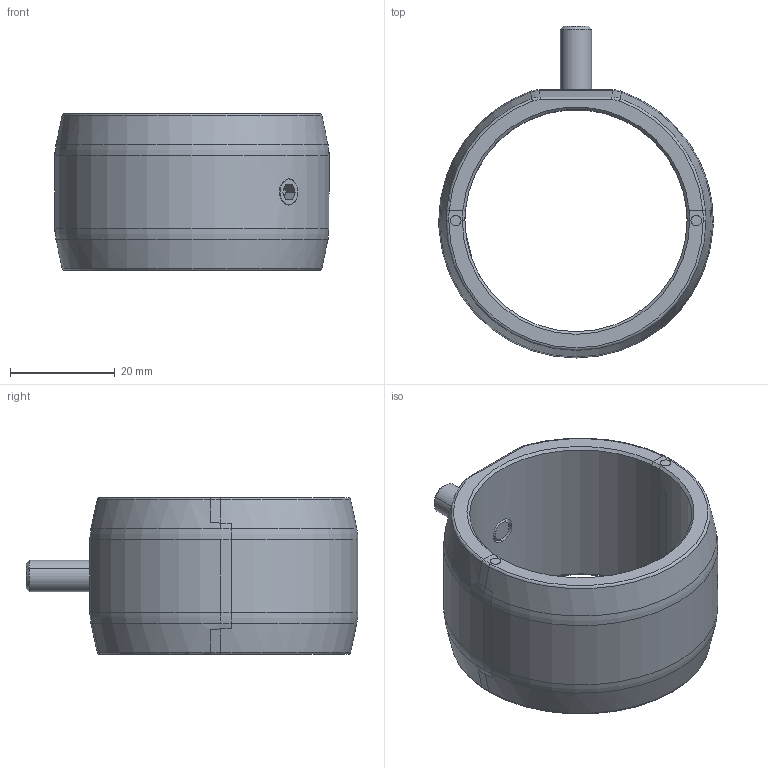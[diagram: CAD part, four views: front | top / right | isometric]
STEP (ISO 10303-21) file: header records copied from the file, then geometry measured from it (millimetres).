
FILE_DESCRIPTION (( 'STEP AP203' ), '1' );
FILE_NAME ('60550-V4A-42.step', '2020-12-03T12:03:07', ( '' ), ( '' ), 'SwSTEP 2.0', 'SolidWorks 2018', '' );
FILE_SCHEMA (( 'CONFIG_CONTROL_DESIGN' ));
Length unit declared in the file: millimetre
Products named in the file (13): DIN913; DIN913_DIN 913 M6x16; 60550-XXX-42 Teile_60550-V4A-42 Teil2; 60550-XXX-42 Teile_60550-V4A-42 Teil1; DIN913_DIN 913 M6x5; 60550-V4A-42; 60550-XXX-42 Teile; 60550-XXX-42 Teile_60550-V4A-42 Teil3
Assembly tree (7 placements, depth 2):
  DIN913
  60550-V4A-42
    DIN913
  60550-XXX-42 Teile
  60550-XXX-42 Teile
  60550-XXX-42 Teile
Bounding box: 52.5 x 63.5 x 30 mm (x, y, z)
Volume: 20587.1 mm3; surface area: 11827.4 mm2
Topology: 6 solids, 6 shells, 494 faces, 1292 edges, 843 vertices
Faces by surface type: plane 247, bspline 150, cylinder 47, cone 32, torus 18
Entity records: 24503 total; most frequent: CARTESIAN_POINT 12368, ORIENTED_EDGE 2562, DIRECTION 1736, EDGE_CURVE 1281, VERTEX_POINT 837, LINE 732, VECTOR 732, EDGE_LOOP 542
